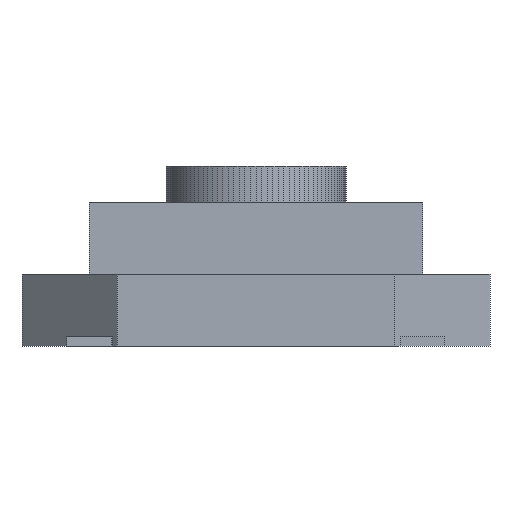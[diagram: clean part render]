
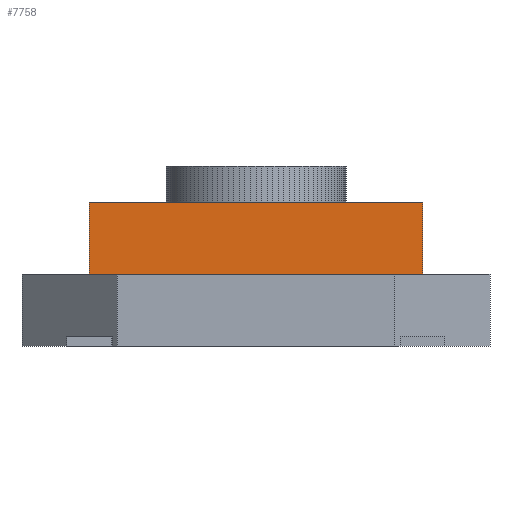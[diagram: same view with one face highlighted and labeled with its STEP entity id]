
A CAD part, left-side view. The second image highlights one B-rep face of the part: STEP entity #7758.
In plain terms, the highlighted planar face has unit normal (-1, 0, 0).
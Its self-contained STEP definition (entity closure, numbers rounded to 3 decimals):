
#2857 = PLANE('',#2858);
#2858 = AXIS2_PLACEMENT_3D('',#2859,#2860,#2861);
#2859 = CARTESIAN_POINT('',(-1.85,-1.85,1.6));
#2860 = DIRECTION('',(0.,0.,1.));
#2861 = DIRECTION('',(1.,0.,0.));
#7545 = EDGE_CURVE('',#7546,#7548,#7550,.T.);
#7546 = VERTEX_POINT('',#7547);
#7547 = CARTESIAN_POINT('',(-1.85,-1.85,1.6));
#7548 = VERTEX_POINT('',#7549);
#7549 = CARTESIAN_POINT('',(-1.85,1.85,1.6));
#7550 = SURFACE_CURVE('',#7551,(#7555,#7562),.PCURVE_S1.);
#7551 = LINE('',#7552,#7553);
#7552 = CARTESIAN_POINT('',(-1.85,-1.85,1.6));
#7553 = VECTOR('',#7554,1.);
#7554 = DIRECTION('',(0.,1.,0.));
#7555 = PCURVE('',#2857,#7556);
#7556 = DEFINITIONAL_REPRESENTATION('',(#7557),#7561);
#7557 = LINE('',#7558,#7559);
#7558 = CARTESIAN_POINT('',(0.,0.));
#7559 = VECTOR('',#7560,1.);
#7560 = DIRECTION('',(0.,1.));
#7561 = ( GEOMETRIC_REPRESENTATION_CONTEXT(2) 
PARAMETRIC_REPRESENTATION_CONTEXT() REPRESENTATION_CONTEXT('2D SPACE',''
  ) );
#7562 = PCURVE('',#7563,#7568);
#7563 = PLANE('',#7564);
#7564 = AXIS2_PLACEMENT_3D('',#7565,#7566,#7567);
#7565 = CARTESIAN_POINT('',(-1.85,-1.85,0.8));
#7566 = DIRECTION('',(-1.,0.,0.));
#7567 = DIRECTION('',(0.,1.,0.));
#7568 = DEFINITIONAL_REPRESENTATION('',(#7569),#7573);
#7569 = LINE('',#7570,#7571);
#7570 = CARTESIAN_POINT('',(0.,-0.8));
#7571 = VECTOR('',#7572,1.);
#7572 = DIRECTION('',(1.,0.));
#7573 = ( GEOMETRIC_REPRESENTATION_CONTEXT(2) 
PARAMETRIC_REPRESENTATION_CONTEXT() REPRESENTATION_CONTEXT('2D SPACE',''
  ) );
#7591 = PLANE('',#7592);
#7592 = AXIS2_PLACEMENT_3D('',#7593,#7594,#7595);
#7593 = CARTESIAN_POINT('',(-1.85,-1.85,0.8));
#7594 = DIRECTION('',(0.,1.,0.));
#7595 = DIRECTION('',(1.,0.,0.));
#7645 = PLANE('',#7646);
#7646 = AXIS2_PLACEMENT_3D('',#7647,#7648,#7649);
#7647 = CARTESIAN_POINT('',(-1.85,1.85,0.8));
#7648 = DIRECTION('',(0.,1.,0.));
#7649 = DIRECTION('',(1.,0.,0.));
#7758 = ADVANCED_FACE('',(#7759),#7563,.T.);
#7759 = FACE_BOUND('',#7760,.T.);
#7760 = EDGE_LOOP('',(#7761,#7784,#7785,#7808));
#7761 = ORIENTED_EDGE('',*,*,#7762,.T.);
#7762 = EDGE_CURVE('',#7763,#7546,#7765,.T.);
#7763 = VERTEX_POINT('',#7764);
#7764 = CARTESIAN_POINT('',(-1.85,-1.85,0.8));
#7765 = SURFACE_CURVE('',#7766,(#7770,#7777),.PCURVE_S1.);
#7766 = LINE('',#7767,#7768);
#7767 = CARTESIAN_POINT('',(-1.85,-1.85,0.8));
#7768 = VECTOR('',#7769,1.);
#7769 = DIRECTION('',(0.,0.,1.));
#7770 = PCURVE('',#7563,#7771);
#7771 = DEFINITIONAL_REPRESENTATION('',(#7772),#7776);
#7772 = LINE('',#7773,#7774);
#7773 = CARTESIAN_POINT('',(0.,0.));
#7774 = VECTOR('',#7775,1.);
#7775 = DIRECTION('',(0.,-1.));
#7776 = ( GEOMETRIC_REPRESENTATION_CONTEXT(2) 
PARAMETRIC_REPRESENTATION_CONTEXT() REPRESENTATION_CONTEXT('2D SPACE',''
  ) );
#7777 = PCURVE('',#7591,#7778);
#7778 = DEFINITIONAL_REPRESENTATION('',(#7779),#7783);
#7779 = LINE('',#7780,#7781);
#7780 = CARTESIAN_POINT('',(0.,0.));
#7781 = VECTOR('',#7782,1.);
#7782 = DIRECTION('',(0.,-1.));
#7783 = ( GEOMETRIC_REPRESENTATION_CONTEXT(2) 
PARAMETRIC_REPRESENTATION_CONTEXT() REPRESENTATION_CONTEXT('2D SPACE',''
  ) );
#7784 = ORIENTED_EDGE('',*,*,#7545,.T.);
#7785 = ORIENTED_EDGE('',*,*,#7786,.F.);
#7786 = EDGE_CURVE('',#7787,#7548,#7789,.T.);
#7787 = VERTEX_POINT('',#7788);
#7788 = CARTESIAN_POINT('',(-1.85,1.85,0.8));
#7789 = SURFACE_CURVE('',#7790,(#7794,#7801),.PCURVE_S1.);
#7790 = LINE('',#7791,#7792);
#7791 = CARTESIAN_POINT('',(-1.85,1.85,0.8));
#7792 = VECTOR('',#7793,1.);
#7793 = DIRECTION('',(0.,0.,1.));
#7794 = PCURVE('',#7563,#7795);
#7795 = DEFINITIONAL_REPRESENTATION('',(#7796),#7800);
#7796 = LINE('',#7797,#7798);
#7797 = CARTESIAN_POINT('',(3.7,0.));
#7798 = VECTOR('',#7799,1.);
#7799 = DIRECTION('',(0.,-1.));
#7800 = ( GEOMETRIC_REPRESENTATION_CONTEXT(2) 
PARAMETRIC_REPRESENTATION_CONTEXT() REPRESENTATION_CONTEXT('2D SPACE',''
  ) );
#7801 = PCURVE('',#7645,#7802);
#7802 = DEFINITIONAL_REPRESENTATION('',(#7803),#7807);
#7803 = LINE('',#7804,#7805);
#7804 = CARTESIAN_POINT('',(0.,0.));
#7805 = VECTOR('',#7806,1.);
#7806 = DIRECTION('',(0.,-1.));
#7807 = ( GEOMETRIC_REPRESENTATION_CONTEXT(2) 
PARAMETRIC_REPRESENTATION_CONTEXT() REPRESENTATION_CONTEXT('2D SPACE',''
  ) );
#7808 = ORIENTED_EDGE('',*,*,#7809,.F.);
#7809 = EDGE_CURVE('',#7763,#7787,#7810,.T.);
#7810 = SURFACE_CURVE('',#7811,(#7815,#7822),.PCURVE_S1.);
#7811 = LINE('',#7812,#7813);
#7812 = CARTESIAN_POINT('',(-1.85,-1.85,0.8));
#7813 = VECTOR('',#7814,1.);
#7814 = DIRECTION('',(0.,1.,0.));
#7815 = PCURVE('',#7563,#7816);
#7816 = DEFINITIONAL_REPRESENTATION('',(#7817),#7821);
#7817 = LINE('',#7818,#7819);
#7818 = CARTESIAN_POINT('',(0.,0.));
#7819 = VECTOR('',#7820,1.);
#7820 = DIRECTION('',(1.,0.));
#7821 = ( GEOMETRIC_REPRESENTATION_CONTEXT(2) 
PARAMETRIC_REPRESENTATION_CONTEXT() REPRESENTATION_CONTEXT('2D SPACE',''
  ) );
#7822 = PCURVE('',#7823,#7828);
#7823 = PLANE('',#7824);
#7824 = AXIS2_PLACEMENT_3D('',#7825,#7826,#7827);
#7825 = CARTESIAN_POINT('',(-2.6,-2.6,0.8));
#7826 = DIRECTION('',(0.,0.,1.));
#7827 = DIRECTION('',(1.,0.,0.));
#7828 = DEFINITIONAL_REPRESENTATION('',(#7829),#7833);
#7829 = LINE('',#7830,#7831);
#7830 = CARTESIAN_POINT('',(0.75,0.75));
#7831 = VECTOR('',#7832,1.);
#7832 = DIRECTION('',(0.,1.));
#7833 = ( GEOMETRIC_REPRESENTATION_CONTEXT(2) 
PARAMETRIC_REPRESENTATION_CONTEXT() REPRESENTATION_CONTEXT('2D SPACE',''
  ) );
